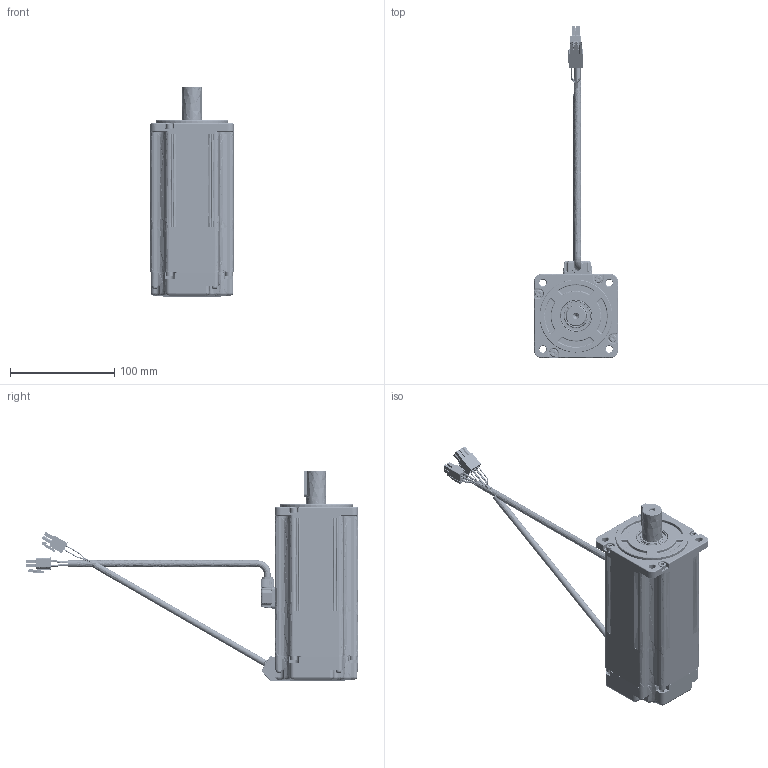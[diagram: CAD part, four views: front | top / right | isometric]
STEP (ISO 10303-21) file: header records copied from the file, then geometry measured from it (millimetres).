
FILE_DESCRIPTION( ('This file contains a STEP AP42 implementation' ,'as created by ZW3D STEP Interface translator.') ,'2;1' );
FILE_NAME( '錨璃002.stp' ,'20 922.135112', (''), ('ZWCAD Software Co.'), 'Version 1.0', 'ZW3D to STEP translator', '' );
FILE_SCHEMA(('AUTOMOTIVE_DESIGN'));
Length unit declared in the file: millimetre
Products named in the file (2): 0; 錨璃002
Bounding box: 80 x 318.52 x 202.1 mm (x, y, z)
Volume: 979185 mm3; surface area: 88586.6 mm2
Topology: 1 solids, 4 shells, 2893 faces, 7978 edges, 5102 vertices
Faces by surface type: bspline 2893
Entity records: 181804 total; most frequent: CARTESIAN_POINT 132462, ORIENTED_EDGE 15876, EDGE_CURVE 7929, B_SPLINE_CURVE_WITH_KNOTS 7080, VERTEX_POINT 5102, EDGE_LOOP 3062, FACE_OUTER_BOUND 2893, ADVANCED_FACE 2893
